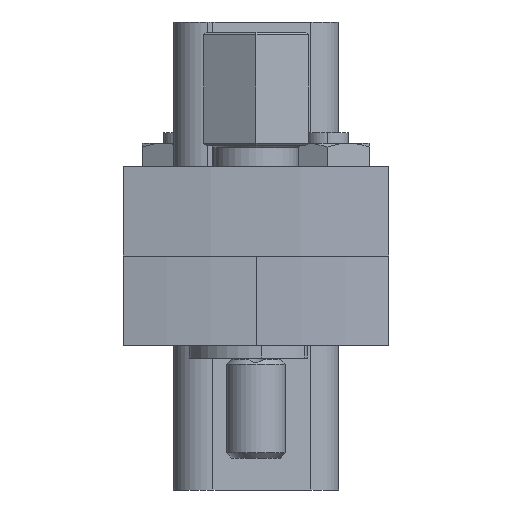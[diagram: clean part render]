
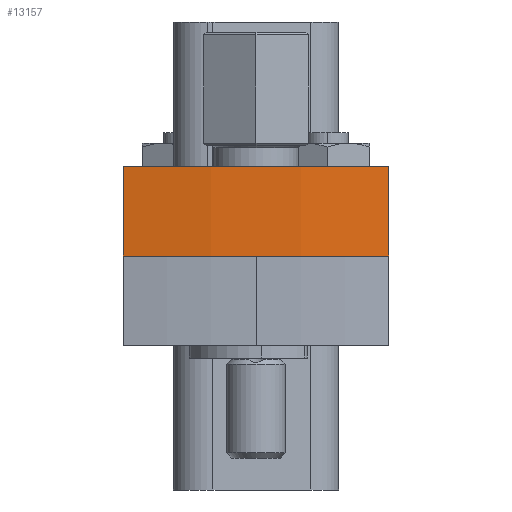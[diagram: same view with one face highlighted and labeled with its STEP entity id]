
A CAD part, left-side view. The second image highlights one B-rep face of the part: STEP entity #13157.
In plain terms, the highlighted cylindrical face has radius 35 mm (diameter 70 mm), a partial arc.
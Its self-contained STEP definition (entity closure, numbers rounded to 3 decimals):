
#396 = EDGE_CURVE ( 'NONE', #12059, #3439, #2689, .T. ) ;
#1270 = CIRCLE ( 'NONE', #6297, 35. ) ;
#1933 = VECTOR ( 'NONE', #2169, 1000. ) ;
#2169 = DIRECTION ( 'NONE',  ( 0., 0., 1. ) ) ;
#2332 = ORIENTED_EDGE ( 'NONE', *, *, #11360, .T. ) ;
#2642 = DIRECTION ( 'NONE',  ( 0., 0., 1. ) ) ;
#2689 = LINE ( 'NONE', #15273, #16842 ) ;
#3257 = CARTESIAN_POINT ( 'NONE',  ( 0., 0., 0. ) ) ;
#3439 = VERTEX_POINT ( 'NONE', #15015 ) ;
#3533 = AXIS2_PLACEMENT_3D ( 'NONE', #8139, #18037, #9564 ) ;
#3555 = VERTEX_POINT ( 'NONE', #17559 ) ;
#4679 = DIRECTION ( 'NONE',  ( 1., 0., 0. ) ) ;
#5238 = LINE ( 'NONE', #6410, #1933 ) ;
#6297 = AXIS2_PLACEMENT_3D ( 'NONE', #3257, #13105, #4679 ) ;
#6410 = CARTESIAN_POINT ( 'NONE',  ( -34.437, -6.25, -4.2 ) ) ;
#6986 = DIRECTION ( 'NONE',  ( 1., 0., 0. ) ) ;
#7136 = EDGE_CURVE ( 'NONE', #3555, #14816, #5238, .T. ) ;
#7394 = ORIENTED_EDGE ( 'NONE', *, *, #396, .F. ) ;
#8130 = ORIENTED_EDGE ( 'NONE', *, *, #7136, .T. ) ;
#8139 = CARTESIAN_POINT ( 'NONE',  ( 0., 0., -4.2 ) ) ;
#8410 = CARTESIAN_POINT ( 'NONE',  ( 0., 0., -4.2 ) ) ;
#9206 = FACE_OUTER_BOUND ( 'NONE', #12008, .T. ) ;
#9564 = DIRECTION ( 'NONE',  ( 1., 0., 0. ) ) ;
#10379 = CIRCLE ( 'NONE', #3533, 35. ) ;
#11360 = EDGE_CURVE ( 'NONE', #12059, #3555, #10379, .T. ) ;
#11651 = CARTESIAN_POINT ( 'NONE',  ( -34.437, -6.25, 0. ) ) ;
#12008 = EDGE_LOOP ( 'NONE', ( #13390, #7394, #2332, #8130 ) ) ;
#12058 = CYLINDRICAL_SURFACE ( 'NONE', #14318, 35. ) ;
#12059 = VERTEX_POINT ( 'NONE', #18217 ) ;
#13105 = DIRECTION ( 'NONE',  ( 0., 0., 1. ) ) ;
#13157 = ADVANCED_FACE ( 'NONE', ( #9206 ), #12058, .T. ) ;
#13390 = ORIENTED_EDGE ( 'NONE', *, *, #13560, .F. ) ;
#13560 = EDGE_CURVE ( 'NONE', #3439, #14816, #1270, .T. ) ;
#14318 = AXIS2_PLACEMENT_3D ( 'NONE', #8410, #16879, #6986 ) ;
#14816 = VERTEX_POINT ( 'NONE', #11651 ) ;
#15015 = CARTESIAN_POINT ( 'NONE',  ( -34.437, 6.25, 0. ) ) ;
#15273 = CARTESIAN_POINT ( 'NONE',  ( -34.437, 6.25, -4.2 ) ) ;
#16842 = VECTOR ( 'NONE', #2642, 1000. ) ;
#16879 = DIRECTION ( 'NONE',  ( 0., 0., 1. ) ) ;
#17559 = CARTESIAN_POINT ( 'NONE',  ( -34.437, -6.25, -4.2 ) ) ;
#18037 = DIRECTION ( 'NONE',  ( 0., 0., 1. ) ) ;
#18217 = CARTESIAN_POINT ( 'NONE',  ( -34.437, 6.25, -4.2 ) ) ;
